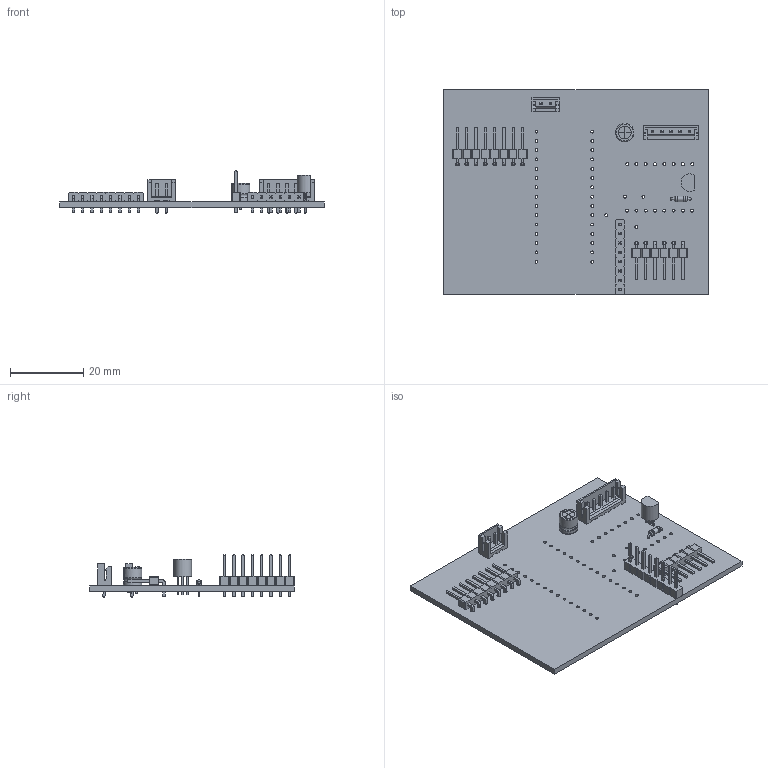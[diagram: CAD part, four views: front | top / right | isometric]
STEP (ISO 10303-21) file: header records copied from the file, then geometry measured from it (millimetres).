
FILE_DESCRIPTION(('KiCad electronic assembly'),'2;1');
FILE_NAME('pcb.step','2021-10-21T22:46:10',('An Author'),('A Company'), 'Open CASCADE STEP processor 6.9','KiCad to STEP converter','Unknown' );
FILE_SCHEMA(('AUTOMOTIVE_DESIGN { 1 0 10303 214 1 1 1 1 }'));
Length unit declared in the file: millimetre
Products named in the file (18): Open CASCADE STEP translator 6.9 1; R_Axial_DIN0204_L3.6mm_D1.6mm_P5.08mm_Horizontal; SOLID; PinHeader_1x08_P2.54mm_Horizontal; JST_EH_B2B-EH-A_1x02_P2.50mm_Vertical; TO-92_Inline; PinHeader_1x08_P2.54mm_Vertical; CP_Radial_D5.0mm_P2.00mm; JST_EH_B5B-EH-A_1x05_P2.50mm_Vertical; PinHeader_1x06_P2.54mm_Horizontal; COMPOUND
Assembly tree (17 placements, depth 3):
  Open CASCADE STEP translator 6.9 1
    R_Axial_DIN0204_L3.6mm_D1.6mm_P5.08mm_Horizontal
      SOLID
    PinHeader_1x08_P2.54mm_Horizontal
      SOLID
    JST_EH_B2B-EH-A_1x02_P2.50mm_Vertical
      SOLID
    TO-92_Inline
      SOLID
    PinHeader_1x08_P2.54mm_Vertical
      SOLID
    CP_Radial_D5.0mm_P2.00mm
      SOLID
    JST_EH_B5B-EH-A_1x05_P2.50mm_Vertical
      SOLID
    PinHeader_1x06_P2.54mm_Horizontal
      SOLID
    COMPOUND
Bounding box: 72.39 x 55.88 x 11.74 mm (x, y, z)
Volume: 7229.6 mm3; surface area: 11024.7 mm2
Topology: 9 solids, 10 shells, 987 faces, 2467 edges, 1567 vertices
Faces by surface type: plane 851, cylinder 119, torus 6, bspline 6, revolution 5
Full cylindrical faces by diameter (mm): 0.5 x4, 0.7 x2, 0.75 x3, 0.8 x52, 0.95 x5, 1 x24, 1.44 x1, 1.6 x2
Entity records: 70235 total; most frequent: CARTESIAN_POINT 13174, DIRECTION 9403, LINE 6824, VECTOR 6824, ORIENTED_EDGE 4934, PCURVE 4934, DEFINITIONAL_REPRESENTATION 4934, EDGE_CURVE 2467
